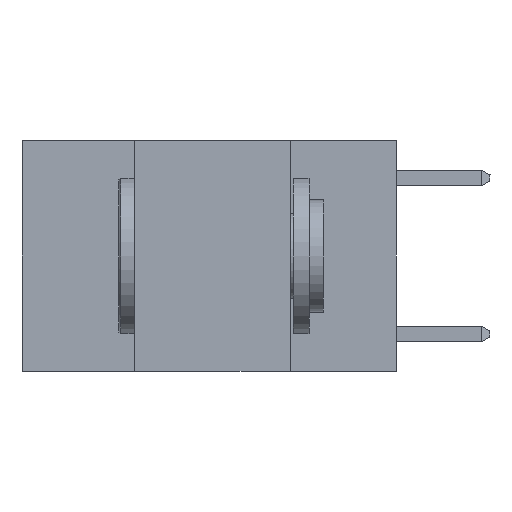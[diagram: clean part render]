
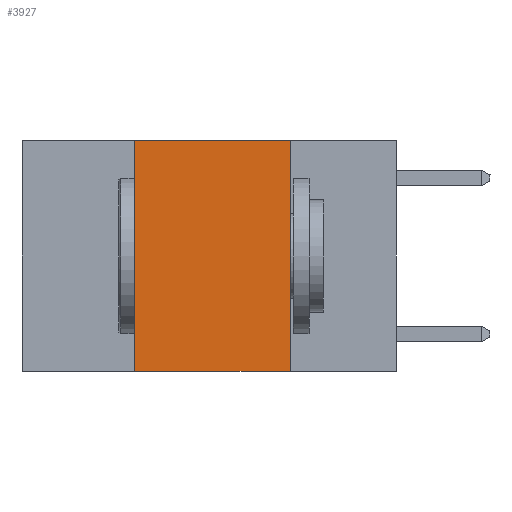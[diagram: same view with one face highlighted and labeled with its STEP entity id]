
A CAD part, left-side view. The second image highlights one B-rep face of the part: STEP entity #3927.
In plain terms, the highlighted planar face has unit normal (-1, 0, 0).
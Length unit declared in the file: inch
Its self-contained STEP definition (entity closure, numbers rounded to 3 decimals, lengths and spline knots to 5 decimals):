
#264 = CARTESIAN_POINT ( 'NONE',  ( 0., 0.6, 0. ) ) ;
#498 = DIRECTION ( 'NONE',  ( 0., -1., 0. ) ) ;
#2344 = LINE ( 'NONE', #20787, #6220 ) ;
#3927 = ADVANCED_FACE ( 'NONE', ( #16978 ), #12016, .F. ) ;
#4663 = CARTESIAN_POINT ( 'NONE',  ( 0., 0.6, -0.37 ) ) ;
#5343 = ORIENTED_EDGE ( 'NONE', *, *, #11218, .F. ) ;
#5866 = VECTOR ( 'NONE', #498, 39.37008 ) ;
#6220 = VECTOR ( 'NONE', #8898, 39.37008 ) ;
#6254 = LINE ( 'NONE', #4663, #15988 ) ;
#6295 = VERTEX_POINT ( 'NONE', #14904 ) ;
#6881 = CARTESIAN_POINT ( 'NONE',  ( 0., 0.6, 0. ) ) ;
#7130 = VERTEX_POINT ( 'NONE', #15617 ) ;
#7529 = VERTEX_POINT ( 'NONE', #21073 ) ;
#8653 = VERTEX_POINT ( 'NONE', #17796 ) ;
#8898 = DIRECTION ( 'NONE',  ( 0., 0., 1. ) ) ;
#10013 = ORIENTED_EDGE ( 'NONE', *, *, #10312, .F. ) ;
#10312 = EDGE_CURVE ( 'NONE', #8653, #7529, #15329, .T. ) ;
#10591 = CARTESIAN_POINT ( 'NONE',  ( 0., 0.17, 0. ) ) ;
#10630 = ORIENTED_EDGE ( 'NONE', *, *, #21015, .F. ) ;
#10756 = EDGE_LOOP ( 'NONE', ( #10630, #10013, #5343, #20902 ) ) ;
#10911 = DIRECTION ( 'NONE',  ( 0., 0., -1. ) ) ;
#11218 = EDGE_CURVE ( 'NONE', #6295, #8653, #2344, .T. ) ;
#11245 = DIRECTION ( 'NONE',  ( 0., -1., 0. ) ) ;
#12016 = PLANE ( 'NONE',  #14951 ) ;
#13640 = DIRECTION ( 'NONE',  ( 0., 0., -1. ) ) ;
#13749 = DIRECTION ( 'NONE',  ( 1., 0., 0. ) ) ;
#14904 = CARTESIAN_POINT ( 'NONE',  ( 0., 0.42, -0.37 ) ) ;
#14951 = AXIS2_PLACEMENT_3D ( 'NONE', #6881, #13749, #13640 ) ;
#15329 = LINE ( 'NONE', #264, #5866 ) ;
#15617 = CARTESIAN_POINT ( 'NONE',  ( 0., 0.17, -0.37 ) ) ;
#15868 = LINE ( 'NONE', #10591, #18119 ) ;
#15988 = VECTOR ( 'NONE', #11245, 39.37008 ) ;
#16978 = FACE_OUTER_BOUND ( 'NONE', #10756, .T. ) ;
#17796 = CARTESIAN_POINT ( 'NONE',  ( 0., 0.42, 0. ) ) ;
#18119 = VECTOR ( 'NONE', #10911, 39.37008 ) ;
#19442 = EDGE_CURVE ( 'NONE', #6295, #7130, #6254, .T. ) ;
#20787 = CARTESIAN_POINT ( 'NONE',  ( 0., 0.42, 0. ) ) ;
#20902 = ORIENTED_EDGE ( 'NONE', *, *, #19442, .T. ) ;
#21015 = EDGE_CURVE ( 'NONE', #7529, #7130, #15868, .T. ) ;
#21073 = CARTESIAN_POINT ( 'NONE',  ( 0., 0.17, 0. ) ) ;
